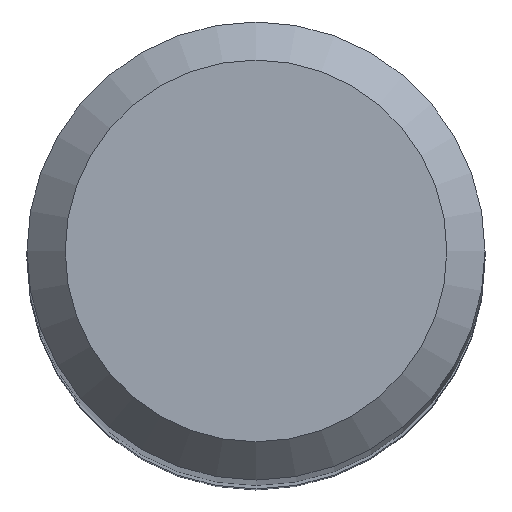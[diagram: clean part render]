
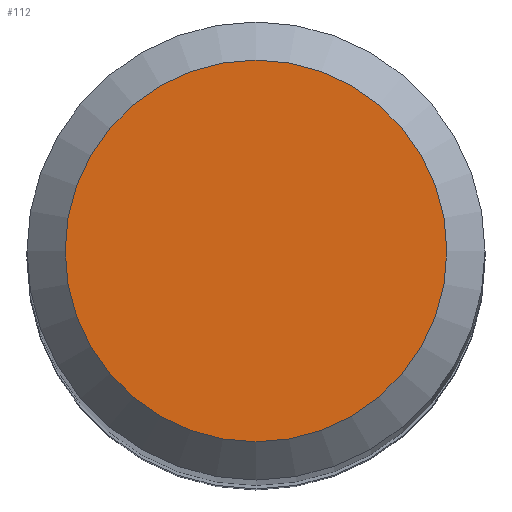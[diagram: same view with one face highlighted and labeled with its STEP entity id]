
A CAD part, top view. The second image highlights one B-rep face of the part: STEP entity #112.
In plain terms, the highlighted planar face has unit normal (0, 0, 1).
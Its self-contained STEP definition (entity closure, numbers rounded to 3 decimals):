
#5 = DIRECTION ( 'NONE',  ( 0., 1., 0. ) ) ;
#10 = CIRCLE ( 'NONE', #63, 2.5 ) ;
#20 = FACE_OUTER_BOUND ( 'NONE', #208, .T. ) ;
#57 = CARTESIAN_POINT ( 'NONE',  ( 0., 0., 75. ) ) ;
#63 = AXIS2_PLACEMENT_3D ( 'NONE', #57, #102, #84 ) ;
#75 = DIRECTION ( 'NONE',  ( 0., 0., -1. ) ) ;
#84 = DIRECTION ( 'NONE',  ( 0., 1., 0. ) ) ;
#90 = AXIS2_PLACEMENT_3D ( 'NONE', #177, #75, #5 ) ;
#102 = DIRECTION ( 'NONE',  ( 0., 0., -1. ) ) ;
#112 = ADVANCED_FACE ( 'NONE', ( #20 ), #215, .F. ) ;
#177 = CARTESIAN_POINT ( 'NONE',  ( 0., 0., 75. ) ) ;
#186 = VERTEX_POINT ( 'NONE', #201 ) ;
#201 = CARTESIAN_POINT ( 'NONE',  ( 0., 2.5, 75. ) ) ;
#208 = EDGE_LOOP ( 'NONE', ( #233 ) ) ;
#215 = PLANE ( 'NONE',  #90 ) ;
#219 = EDGE_CURVE ( 'NONE', #186, #186, #10, .T. ) ;
#233 = ORIENTED_EDGE ( 'NONE', *, *, #219, .F. ) ;
